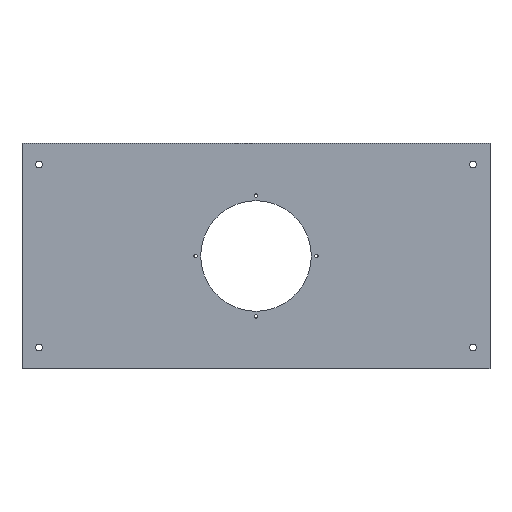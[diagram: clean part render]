
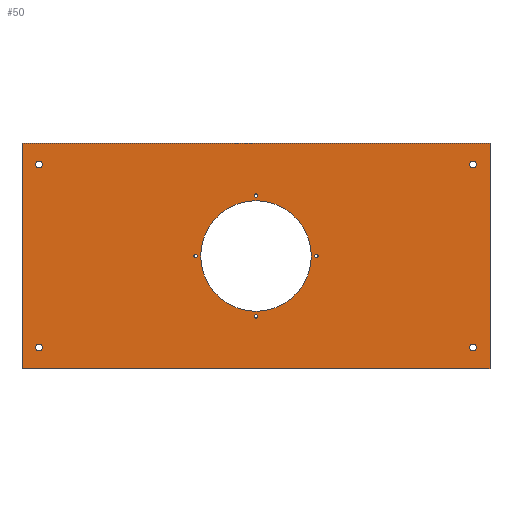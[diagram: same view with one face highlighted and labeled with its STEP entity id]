
A CAD part, top view. The second image highlights one B-rep face of the part: STEP entity #50.
In plain terms, the highlighted planar face has unit normal (0, 0, 1).
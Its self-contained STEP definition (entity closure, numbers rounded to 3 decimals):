
#7 = FACE_BOUND ( 'NONE', #502, .T. ) ;
#10 = DIRECTION ( 'NONE',  ( 0., 0., 1. ) ) ;
#11 = CARTESIAN_POINT ( 'NONE',  ( -180.634, 158.53, 6. ) ) ;
#16 = FACE_BOUND ( 'NONE', #73, .T. ) ;
#17 = AXIS2_PLACEMENT_3D ( 'NONE', #39, #401, #537 ) ;
#26 = ORIENTED_EDGE ( 'NONE', *, *, #137, .F. ) ;
#39 = CARTESIAN_POINT ( 'NONE',  ( 94.366, 26.03, 6. ) ) ;
#47 = CARTESIAN_POINT ( 'NONE',  ( -160.634, 133.53, 6. ) ) ;
#48 = VERTEX_POINT ( 'NONE', #51 ) ;
#49 = DIRECTION ( 'NONE',  ( 1., 0., 0. ) ) ;
#50 = ADVANCED_FACE ( 'NONE', ( #16, #292, #422, #87, #427, #7, #424, #124, #57, #472 ), #333, .T. ) ;
#51 = CARTESIAN_POINT ( 'NONE',  ( -164.634, -81.47, 6. ) ) ;
#52 = VECTOR ( 'NONE', #257, 1000. ) ;
#55 = CARTESIAN_POINT ( 'NONE',  ( 349.366, -81.47, 6. ) ) ;
#57 = FACE_BOUND ( 'NONE', #321, .T. ) ;
#65 = DIRECTION ( 'NONE',  ( 1., 0., 0. ) ) ;
#67 = DIRECTION ( 'NONE',  ( 1., 0., 0. ) ) ;
#73 = EDGE_LOOP ( 'NONE', ( #448 ) ) ;
#81 = EDGE_CURVE ( 'NONE', #189, #495, #463, .T. ) ;
#87 = FACE_BOUND ( 'NONE', #282, .T. ) ;
#88 = CARTESIAN_POINT ( 'NONE',  ( 345.366, 133.53, 6. ) ) ;
#92 = CARTESIAN_POINT ( 'NONE',  ( -156.634, 133.53, 6. ) ) ;
#94 = CARTESIAN_POINT ( 'NONE',  ( 369.366, 158.53, 6. ) ) ;
#96 = DIRECTION ( 'NONE',  ( 1., 0., 0. ) ) ;
#100 = DIRECTION ( 'NONE',  ( 1., 0., 0. ) ) ;
#103 = EDGE_CURVE ( 'NONE', #369, #369, #142, .T. ) ;
#114 = ORIENTED_EDGE ( 'NONE', *, *, #81, .T. ) ;
#116 = EDGE_LOOP ( 'NONE', ( #114, #412, #488, #459 ) ) ;
#117 = CIRCLE ( 'NONE', #126, 2.15 ) ;
#118 = CARTESIAN_POINT ( 'NONE',  ( 165.366, 26.03, 6. ) ) ;
#122 = EDGE_CURVE ( 'NONE', #48, #48, #486, .T. ) ;
#124 = FACE_BOUND ( 'NONE', #355, .T. ) ;
#125 = AXIS2_PLACEMENT_3D ( 'NONE', #118, #283, #322 ) ;
#126 = AXIS2_PLACEMENT_3D ( 'NONE', #439, #352, #65 ) ;
#127 = CARTESIAN_POINT ( 'NONE',  ( 25.516, 26.03, 6. ) ) ;
#131 = LINE ( 'NONE', #11, #264 ) ;
#133 = AXIS2_PLACEMENT_3D ( 'NONE', #420, #172, #49 ) ;
#134 = CARTESIAN_POINT ( 'NONE',  ( 349.366, 133.53, 6. ) ) ;
#135 = EDGE_CURVE ( 'NONE', #259, #259, #395, .T. ) ;
#137 = EDGE_CURVE ( 'NONE', #334, #334, #281, .T. ) ;
#140 = EDGE_CURVE ( 'NONE', #210, #210, #506, .T. ) ;
#142 = CIRCLE ( 'NONE', #452, 2.15 ) ;
#144 = ORIENTED_EDGE ( 'NONE', *, *, #532, .F. ) ;
#150 = EDGE_LOOP ( 'NONE', ( #26 ) ) ;
#157 = VERTEX_POINT ( 'NONE', #378 ) ;
#162 = AXIS2_PLACEMENT_3D ( 'NONE', #47, #10, #96 ) ;
#164 = EDGE_CURVE ( 'NONE', #157, #189, #131, .T. ) ;
#169 = DIRECTION ( 'NONE',  ( 1., 0., 0. ) ) ;
#171 = VERTEX_POINT ( 'NONE', #127 ) ;
#172 = DIRECTION ( 'NONE',  ( 0., 0., 1. ) ) ;
#175 = EDGE_CURVE ( 'NONE', #244, #157, #469, .T. ) ;
#180 = EDGE_CURVE ( 'NONE', #293, #293, #330, .T. ) ;
#189 = VERTEX_POINT ( 'NONE', #518 ) ;
#191 = ORIENTED_EDGE ( 'NONE', *, *, #413, .F. ) ;
#196 = CARTESIAN_POINT ( 'NONE',  ( -180.634, -106.47, 6. ) ) ;
#208 = CARTESIAN_POINT ( 'NONE',  ( 159.366, 26.03, 6. ) ) ;
#210 = VERTEX_POINT ( 'NONE', #505 ) ;
#212 = VECTOR ( 'NONE', #100, 1000. ) ;
#216 = DIRECTION ( 'NONE',  ( 0., 0., 1. ) ) ;
#220 = CIRCLE ( 'NONE', #125, 2.15 ) ;
#222 = AXIS2_PLACEMENT_3D ( 'NONE', #134, #418, #511 ) ;
#226 = LINE ( 'NONE', #232, #212 ) ;
#229 = AXIS2_PLACEMENT_3D ( 'NONE', #336, #509, #299 ) ;
#230 = EDGE_LOOP ( 'NONE', ( #144 ) ) ;
#232 = CARTESIAN_POINT ( 'NONE',  ( -180.634, -106.47, 6. ) ) ;
#236 = ORIENTED_EDGE ( 'NONE', *, *, #122, .F. ) ;
#244 = VERTEX_POINT ( 'NONE', #262 ) ;
#247 = CIRCLE ( 'NONE', #17, 65. ) ;
#251 = CARTESIAN_POINT ( 'NONE',  ( -180.634, 158.53, 6. ) ) ;
#253 = DIRECTION ( 'NONE',  ( 0., -1., 0. ) ) ;
#257 = DIRECTION ( 'NONE',  ( 0., 1., 0. ) ) ;
#259 = VERTEX_POINT ( 'NONE', #88 ) ;
#262 = CARTESIAN_POINT ( 'NONE',  ( 369.366, -106.47, 6. ) ) ;
#264 = VECTOR ( 'NONE', #298, 1000. ) ;
#271 = EDGE_CURVE ( 'NONE', #495, #244, #226, .T. ) ;
#281 = CIRCLE ( 'NONE', #162, 4. ) ;
#282 = EDGE_LOOP ( 'NONE', ( #528 ) ) ;
#283 = DIRECTION ( 'NONE',  ( 0., 0., 1. ) ) ;
#292 = FACE_BOUND ( 'NONE', #150, .T. ) ;
#293 = VERTEX_POINT ( 'NONE', #297 ) ;
#295 = DIRECTION ( 'NONE',  ( 0., 0., 1. ) ) ;
#297 = CARTESIAN_POINT ( 'NONE',  ( 353.366, -81.47, 6. ) ) ;
#298 = DIRECTION ( 'NONE',  ( -1., 0., 0. ) ) ;
#299 = DIRECTION ( 'NONE',  ( -1., 0., 0. ) ) ;
#306 = EDGE_LOOP ( 'NONE', ( #538 ) ) ;
#321 = EDGE_LOOP ( 'NONE', ( #191 ) ) ;
#322 = DIRECTION ( 'NONE',  ( 1., 0., 0. ) ) ;
#330 = CIRCLE ( 'NONE', #384, 4. ) ;
#332 = VERTEX_POINT ( 'NONE', #208 ) ;
#333 = PLANE ( 'NONE',  #133 ) ;
#334 = VERTEX_POINT ( 'NONE', #92 ) ;
#336 = CARTESIAN_POINT ( 'NONE',  ( -160.634, -81.47, 6. ) ) ;
#340 = EDGE_CURVE ( 'NONE', #171, #171, #117, .T. ) ;
#349 = DIRECTION ( 'NONE',  ( 0., 0., 1. ) ) ;
#352 = DIRECTION ( 'NONE',  ( 0., 0., 1. ) ) ;
#355 = EDGE_LOOP ( 'NONE', ( #236 ) ) ;
#369 = VERTEX_POINT ( 'NONE', #419 ) ;
#373 = CARTESIAN_POINT ( 'NONE',  ( 94.366, 97.03, 6. ) ) ;
#375 = CARTESIAN_POINT ( 'NONE',  ( 94.366, -44.97, 6. ) ) ;
#378 = CARTESIAN_POINT ( 'NONE',  ( 369.366, 158.53, 6. ) ) ;
#379 = VERTEX_POINT ( 'NONE', #464 ) ;
#384 = AXIS2_PLACEMENT_3D ( 'NONE', #55, #349, #67 ) ;
#395 = CIRCLE ( 'NONE', #222, 4. ) ;
#401 = DIRECTION ( 'NONE',  ( 0., 0., 1. ) ) ;
#412 = ORIENTED_EDGE ( 'NONE', *, *, #271, .T. ) ;
#413 = EDGE_CURVE ( 'NONE', #332, #332, #247, .T. ) ;
#416 = EDGE_LOOP ( 'NONE', ( #456 ) ) ;
#418 = DIRECTION ( 'NONE',  ( 0., 0., 1. ) ) ;
#419 = CARTESIAN_POINT ( 'NONE',  ( 96.516, -44.97, 6. ) ) ;
#420 = CARTESIAN_POINT ( 'NONE',  ( 0., 0., 6. ) ) ;
#422 = FACE_BOUND ( 'NONE', #230, .T. ) ;
#424 = FACE_BOUND ( 'NONE', #416, .T. ) ;
#427 = FACE_BOUND ( 'NONE', #306, .T. ) ;
#439 = CARTESIAN_POINT ( 'NONE',  ( 23.366, 26.03, 6. ) ) ;
#448 = ORIENTED_EDGE ( 'NONE', *, *, #140, .F. ) ;
#452 = AXIS2_PLACEMENT_3D ( 'NONE', #375, #216, #513 ) ;
#454 = ORIENTED_EDGE ( 'NONE', *, *, #135, .F. ) ;
#456 = ORIENTED_EDGE ( 'NONE', *, *, #180, .F. ) ;
#459 = ORIENTED_EDGE ( 'NONE', *, *, #164, .T. ) ;
#463 = LINE ( 'NONE', #251, #470 ) ;
#464 = CARTESIAN_POINT ( 'NONE',  ( 167.516, 26.03, 6. ) ) ;
#469 = LINE ( 'NONE', #94, #52 ) ;
#470 = VECTOR ( 'NONE', #253, 1000. ) ;
#472 = FACE_OUTER_BOUND ( 'NONE', #116, .T. ) ;
#486 = CIRCLE ( 'NONE', #229, 4. ) ;
#488 = ORIENTED_EDGE ( 'NONE', *, *, #175, .T. ) ;
#495 = VERTEX_POINT ( 'NONE', #196 ) ;
#502 = EDGE_LOOP ( 'NONE', ( #454 ) ) ;
#505 = CARTESIAN_POINT ( 'NONE',  ( 96.516, 97.03, 6. ) ) ;
#506 = CIRCLE ( 'NONE', #541, 2.15 ) ;
#509 = DIRECTION ( 'NONE',  ( 0., 0., 1. ) ) ;
#511 = DIRECTION ( 'NONE',  ( -1., 0., 0. ) ) ;
#513 = DIRECTION ( 'NONE',  ( 1., 0., 0. ) ) ;
#518 = CARTESIAN_POINT ( 'NONE',  ( -180.634, 158.53, 6. ) ) ;
#528 = ORIENTED_EDGE ( 'NONE', *, *, #103, .F. ) ;
#532 = EDGE_CURVE ( 'NONE', #379, #379, #220, .T. ) ;
#537 = DIRECTION ( 'NONE',  ( 1., 0., 0. ) ) ;
#538 = ORIENTED_EDGE ( 'NONE', *, *, #340, .F. ) ;
#541 = AXIS2_PLACEMENT_3D ( 'NONE', #373, #295, #169 ) ;
